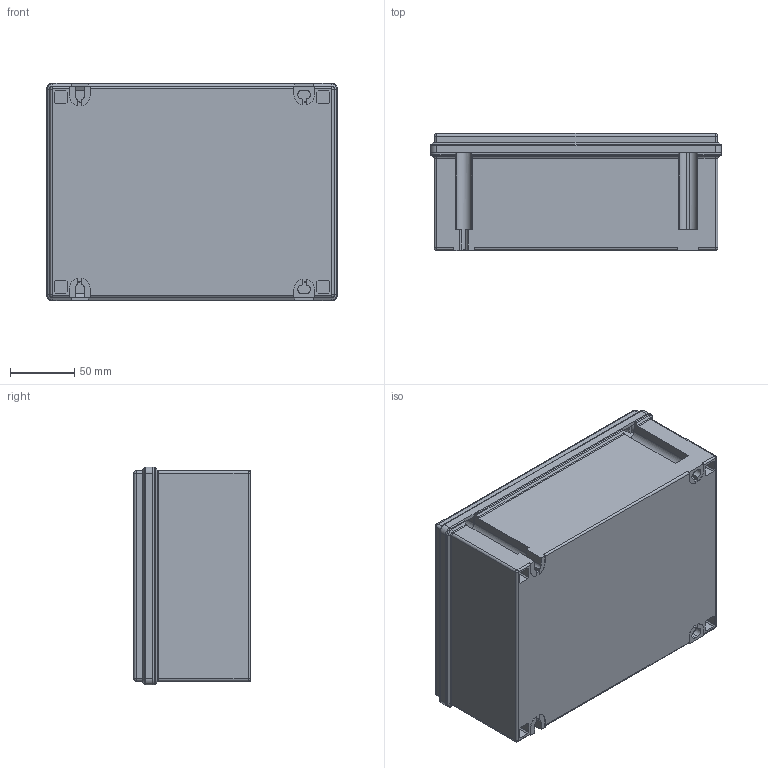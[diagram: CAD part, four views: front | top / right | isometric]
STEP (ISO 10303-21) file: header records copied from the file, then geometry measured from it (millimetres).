
FILE_DESCRIPTION (( 'STEP AP203' ), '1' );
FILE_NAME ('8146-_061.STEP', '2014-10-13T09:07:51', ( '' ), ( '' ), 'SwSTEP 2.0', 'SolidWorks 2014', '' );
FILE_SCHEMA (( 'CONFIG_CONTROL_DESIGN' ));
Length unit declared in the file: millimetre
Products named in the file (8): 81_469_52_04_0_3d export; 8146-_061; 81_469_16_05_0_3d export; 509_642_0; 81_460_04_05_0_3d export; 509_642_0_1_montiert
Assembly tree (10 placements, depth 3):
  8146-_061
    81_469_52_04_0_3d export
      81_469_52_04_0_3d export
    81_460_04_05_0_3d export
      81_469_16_05_0_3d export
    509_642_0  x4
      509_642_0
      509_642_0_1_montiert
Bounding box: 227 x 91 x 170 mm (x, y, z)
Volume: 549637.3 mm3; surface area: 321538.1 mm2
Topology: 10 solids, 10 shells, 911 faces, 2244 edges, 1383 vertices
Faces by surface type: plane 456, cylinder 255, cone 80, torus 64, bspline 44, sphere 12
Entity records: 26373 total; most frequent: CARTESIAN_POINT 7086, ORIENTED_EDGE 3876, DIRECTION 3801, EDGE_CURVE 1938, AXIS2_PLACEMENT_3D 1316, VERTEX_POINT 1197, VECTOR 1169, LINE 1169
